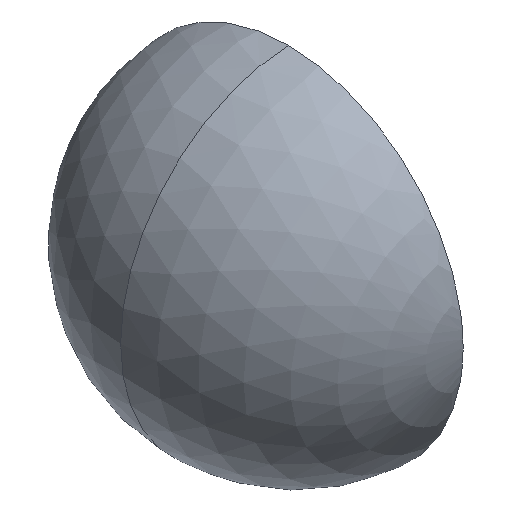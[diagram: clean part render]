
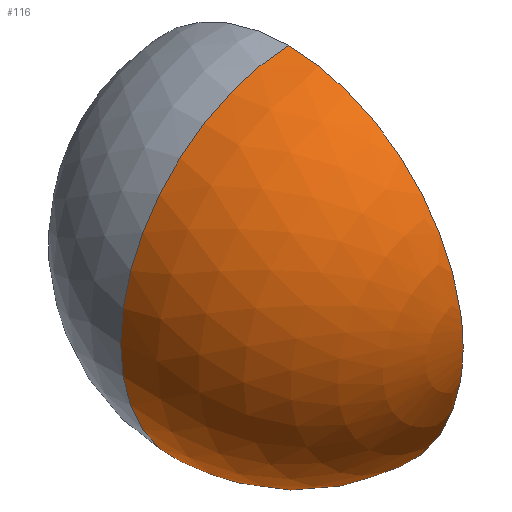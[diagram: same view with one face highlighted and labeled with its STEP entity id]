
A CAD part, isometric view. The second image highlights one B-rep face of the part: STEP entity #116.
In plain terms, the highlighted spherical face has radius 25 mm.
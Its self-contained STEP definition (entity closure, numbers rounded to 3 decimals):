
#21 = CARTESIAN_POINT ( 'NONE',  ( 0., 0., 0. ) ) ;
#23 = DIRECTION ( 'NONE',  ( 0., 0., -1. ) ) ;
#32 = CARTESIAN_POINT ( 'NONE',  ( 0., 0., 0. ) ) ;
#37 = EDGE_CURVE ( 'NONE', #80, #121, #75, .T. ) ;
#40 = VERTEX_POINT ( 'NONE', #95 ) ;
#41 = DIRECTION ( 'NONE',  ( 0., -1., 0. ) ) ;
#48 = CARTESIAN_POINT ( 'NONE',  ( -1., 0., -24.98 ) ) ;
#55 = CIRCLE ( 'NONE', #146, 25. ) ;
#61 = CARTESIAN_POINT ( 'NONE',  ( -1., 0., 0. ) ) ;
#65 = DIRECTION ( 'NONE',  ( 1., 0., 0. ) ) ;
#66 = AXIS2_PLACEMENT_3D ( 'NONE', #21, #83, #23 ) ;
#73 = CIRCLE ( 'NONE', #171, 24.98 ) ;
#75 = CIRCLE ( 'NONE', #66, 25. ) ;
#78 = CARTESIAN_POINT ( 'NONE',  ( 0., 0., 0. ) ) ;
#79 = DIRECTION ( 'NONE',  ( 0., 1., 0. ) ) ;
#80 = VERTEX_POINT ( 'NONE', #154 ) ;
#83 = DIRECTION ( 'NONE',  ( 0., -1., 0. ) ) ;
#92 = DIRECTION ( 'NONE',  ( 0., 0., 1. ) ) ;
#95 = CARTESIAN_POINT ( 'NONE',  ( -1., 0., 24.98 ) ) ;
#98 = DIRECTION ( 'NONE',  ( 0., 0., 1. ) ) ;
#104 = SPHERICAL_SURFACE ( 'NONE', #161, 25. ) ;
#108 = FACE_OUTER_BOUND ( 'NONE', #130, .T. ) ;
#113 = ORIENTED_EDGE ( 'NONE', *, *, #150, .F. ) ;
#116 = ADVANCED_FACE ( 'NONE', ( #108 ), #104, .T. ) ;
#121 = VERTEX_POINT ( 'NONE', #48 ) ;
#126 = ORIENTED_EDGE ( 'NONE', *, *, #37, .T. ) ;
#127 = EDGE_CURVE ( 'NONE', #80, #40, #55, .T. ) ;
#130 = EDGE_LOOP ( 'NONE', ( #164, #126, #113 ) ) ;
#144 = DIRECTION ( 'NONE',  ( 0., 0., -1. ) ) ;
#146 = AXIS2_PLACEMENT_3D ( 'NONE', #32, #79, #98 ) ;
#150 = EDGE_CURVE ( 'NONE', #40, #121, #73, .T. ) ;
#154 = CARTESIAN_POINT ( 'NONE',  ( -25., 0., 0. ) ) ;
#161 = AXIS2_PLACEMENT_3D ( 'NONE', #78, #41, #92 ) ;
#164 = ORIENTED_EDGE ( 'NONE', *, *, #127, .F. ) ;
#171 = AXIS2_PLACEMENT_3D ( 'NONE', #61, #65, #144 ) ;
